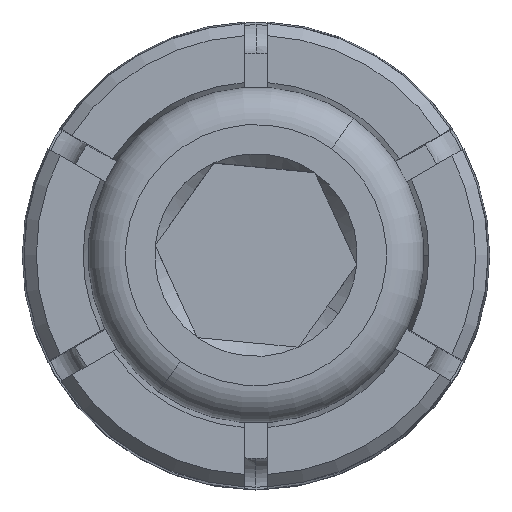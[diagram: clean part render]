
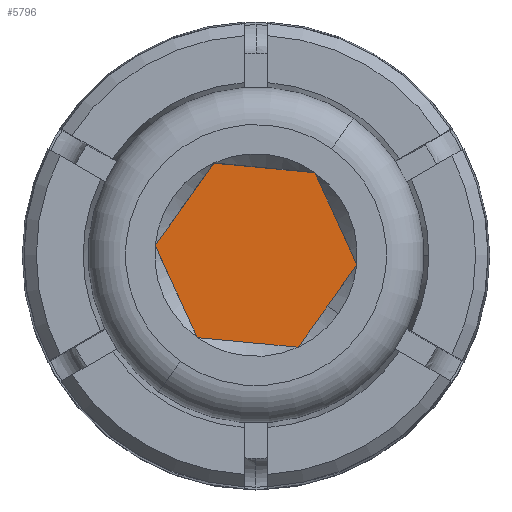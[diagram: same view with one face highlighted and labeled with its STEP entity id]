
A CAD part, top view. The second image highlights one B-rep face of the part: STEP entity #5796.
In plain terms, the highlighted face is planar.
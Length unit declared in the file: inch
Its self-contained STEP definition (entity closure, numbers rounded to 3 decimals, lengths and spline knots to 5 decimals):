
#14 = ORIENTED_EDGE ( 'NONE', *, *, #5160, .T. ) ;
#104 = FACE_OUTER_BOUND ( 'NONE', #5288, .T. ) ;
#133 = EDGE_CURVE ( 'NONE', #7178, #881, #4687, .T. ) ;
#383 = LINE ( 'NONE', #500, #1476 ) ;
#500 = CARTESIAN_POINT ( 'NONE',  ( 0., -0.10825, -0.98437 ) ) ;
#593 = ORIENTED_EDGE ( 'NONE', *, *, #133, .T. ) ;
#881 = VERTEX_POINT ( 'NONE', #896 ) ;
#896 = CARTESIAN_POINT ( 'NONE',  ( 0.09375, -0.05413, -0.98437 ) ) ;
#913 = LINE ( 'NONE', #3825, #4059 ) ;
#1008 = DIRECTION ( 'NONE',  ( 0.866, 0.5, 0. ) ) ;
#1048 = CARTESIAN_POINT ( 'NONE',  ( 0., 0.10825, -0.98437 ) ) ;
#1075 = VERTEX_POINT ( 'NONE', #6838 ) ;
#1076 = CARTESIAN_POINT ( 'NONE',  ( 0.09375, 0.05413, -0.98437 ) ) ;
#1237 = VECTOR ( 'NONE', #7240, 39.37008 ) ;
#1444 = CARTESIAN_POINT ( 'NONE',  ( -0.09375, 0.05413, -0.98437 ) ) ;
#1476 = VECTOR ( 'NONE', #4263, 39.37008 ) ;
#1580 = VERTEX_POINT ( 'NONE', #7206 ) ;
#1590 = CARTESIAN_POINT ( 'NONE',  ( -0.09375, -0.05413, -0.98437 ) ) ;
#2431 = VERTEX_POINT ( 'NONE', #1048 ) ;
#2491 = ORIENTED_EDGE ( 'NONE', *, *, #7628, .T. ) ;
#2784 = DIRECTION ( 'NONE',  ( 0., 0., -1. ) ) ;
#2855 = DIRECTION ( 'NONE',  ( 0., 1., 0. ) ) ;
#2856 = CARTESIAN_POINT ( 'NONE',  ( 0.09375, -0.05413, -0.98437 ) ) ;
#3011 = EDGE_CURVE ( 'NONE', #6949, #1580, #6133, .T. ) ;
#3406 = VECTOR ( 'NONE', #1008, 39.37008 ) ;
#3756 = ORIENTED_EDGE ( 'NONE', *, *, #4048, .T. ) ;
#3825 = CARTESIAN_POINT ( 'NONE',  ( 0., 0.10825, -0.98437 ) ) ;
#3949 = PLANE ( 'NONE',  #7595 ) ;
#4048 = EDGE_CURVE ( 'NONE', #881, #1075, #6145, .T. ) ;
#4059 = VECTOR ( 'NONE', #5237, 39.37008 ) ;
#4263 = DIRECTION ( 'NONE',  ( -0.866, 0.5, 0. ) ) ;
#4615 = DIRECTION ( 'NONE',  ( 0., -1., 0. ) ) ;
#4687 = LINE ( 'NONE', #1076, #7498 ) ;
#4913 = ORIENTED_EDGE ( 'NONE', *, *, #5723, .T. ) ;
#5160 = EDGE_CURVE ( 'NONE', #1580, #2431, #6740, .T. ) ;
#5237 = DIRECTION ( 'NONE',  ( 0.866, -0.5, 0. ) ) ;
#5288 = EDGE_LOOP ( 'NONE', ( #14, #4913, #593, #3756, #2491, #7634 ) ) ;
#5723 = EDGE_CURVE ( 'NONE', #2431, #7178, #913, .T. ) ;
#5796 = ADVANCED_FACE ( 'NONE', ( #104 ), #3949, .T. ) ;
#6133 = LINE ( 'NONE', #6618, #7999 ) ;
#6145 = LINE ( 'NONE', #2856, #1237 ) ;
#6472 = CARTESIAN_POINT ( 'NONE',  ( 0.09375, 0.16238, -0.98437 ) ) ;
#6551 = DIRECTION ( 'NONE',  ( -1., 0., 0. ) ) ;
#6618 = CARTESIAN_POINT ( 'NONE',  ( -0.09375, -0.05413, -0.98437 ) ) ;
#6740 = LINE ( 'NONE', #1444, #3406 ) ;
#6838 = CARTESIAN_POINT ( 'NONE',  ( 0., -0.10825, -0.98437 ) ) ;
#6949 = VERTEX_POINT ( 'NONE', #1590 ) ;
#7178 = VERTEX_POINT ( 'NONE', #7491 ) ;
#7206 = CARTESIAN_POINT ( 'NONE',  ( -0.09375, 0.05413, -0.98437 ) ) ;
#7240 = DIRECTION ( 'NONE',  ( -0.866, -0.5, 0. ) ) ;
#7491 = CARTESIAN_POINT ( 'NONE',  ( 0.09375, 0.05413, -0.98437 ) ) ;
#7498 = VECTOR ( 'NONE', #4615, 39.37008 ) ;
#7595 = AXIS2_PLACEMENT_3D ( 'NONE', #6472, #2784, #6551 ) ;
#7628 = EDGE_CURVE ( 'NONE', #1075, #6949, #383, .T. ) ;
#7634 = ORIENTED_EDGE ( 'NONE', *, *, #3011, .T. ) ;
#7999 = VECTOR ( 'NONE', #2855, 39.37008 ) ;
